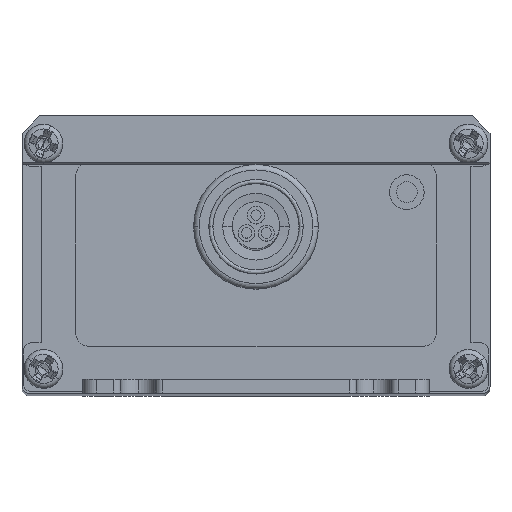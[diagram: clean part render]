
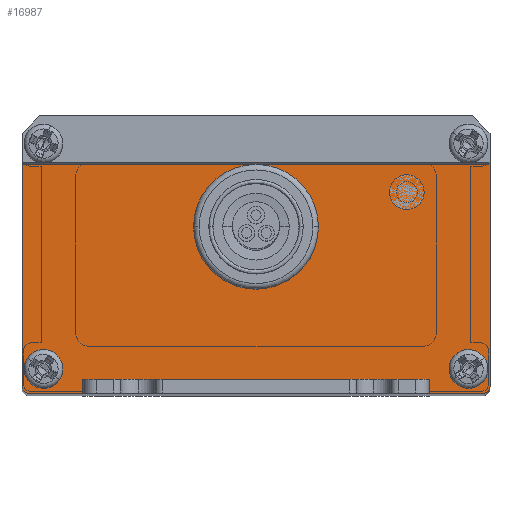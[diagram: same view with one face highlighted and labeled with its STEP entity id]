
A CAD part, top view. The second image highlights one B-rep face of the part: STEP entity #16987.
In plain terms, the highlighted face is planar.
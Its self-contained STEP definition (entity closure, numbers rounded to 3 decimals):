
#9190 = EDGE_CURVE ( 'NONE', #18450, #18469, #27696, .T. ) ;
#9251 = EDGE_CURVE ( 'NONE', #26653, #26763, #14648, .T. ) ;
#9317 = EDGE_CURVE ( 'NONE', #26735, #26672, #14729, .T. ) ;
#9339 = EDGE_CURVE ( 'NONE', #26672, #26735, #14767, .T. ) ;
#9340 = EDGE_CURVE ( 'NONE', #26763, #26653, #14769, .T. ) ;
#9342 = EDGE_CURVE ( 'NONE', #18716, #26630, #14771, .T. ) ;
#9343 = EDGE_CURVE ( 'NONE', #18469, #18450, #14763, .T. ) ;
#9344 = EDGE_CURVE ( 'NONE', #26669, #26615, #14775, .T. ) ;
#9345 = EDGE_CURVE ( 'NONE', #26669, #26685, #14776, .T. ) ;
#9346 = EDGE_CURVE ( 'NONE', #26621, #18673, #14778, .T. ) ;
#9349 = EDGE_CURVE ( 'NONE', #26685, #18543, #14783, .T. ) ;
#9350 = EDGE_CURVE ( 'NONE', #18716, #18740, #14784, .T. ) ;
#9351 = EDGE_CURVE ( 'NONE', #26621, #26630, #14773, .T. ) ;
#9352 = EDGE_CURVE ( 'NONE', #18740, #18494, #14788, .T. ) ;
#9362 = EDGE_CURVE ( 'NONE', #18494, #26615, #14804, .T. ) ;
#9378 = EDGE_CURVE ( 'NONE', #18543, #18673, #14832, .T. ) ;
#9618 = AXIS2_PLACEMENT_3D ( 'NONE', #31479, #31510, #31477 ) ;
#9641 = AXIS2_PLACEMENT_3D ( 'NONE', #31605, #31603, #31600 ) ;
#14648 = CIRCLE ( 'NONE', #9641, 1.55 ) ;
#14729 = CIRCLE ( 'NONE', #37244, 5.1 ) ;
#14763 = CIRCLE ( 'NONE', #37251, 1.55 ) ;
#14767 = CIRCLE ( 'NONE', #37249, 5.1 ) ;
#14769 = CIRCLE ( 'NONE', #37250, 1.55 ) ;
#14771 = LINE ( 'NONE', #30772, #14774 ) ;
#14773 = CIRCLE ( 'NONE', #37254, 1. ) ;
#14774 = VECTOR ( 'NONE', #24981, 1000. ) ;
#14775 = LINE ( 'NONE', #24982, #14777 ) ;
#14776 = CIRCLE ( 'NONE', #37252, 1. ) ;
#14777 = VECTOR ( 'NONE', #24957, 1000. ) ;
#14778 = LINE ( 'NONE', #24975, #14780 ) ;
#14780 = VECTOR ( 'NONE', #24479, 1000. ) ;
#14783 = LINE ( 'NONE', #24950, #14785 ) ;
#14784 = LINE ( 'NONE', #24927, #14787 ) ;
#14785 = VECTOR ( 'NONE', #24941, 1000. ) ;
#14787 = VECTOR ( 'NONE', #24921, 1000. ) ;
#14788 = LINE ( 'NONE', #24926, #14790 ) ;
#14790 = VECTOR ( 'NONE', #24933, 1000. ) ;
#14804 = LINE ( 'NONE', #24874, #14809 ) ;
#14809 = VECTOR ( 'NONE', #24855, 1000. ) ;
#14832 = LINE ( 'NONE', #24676, #14835 ) ;
#14835 = VECTOR ( 'NONE', #24673, 1000. ) ;
#15240 = FACE_BOUND ( 'NONE', #34067, .T. ) ;
#15249 = FACE_OUTER_BOUND ( 'NONE', #33834, .T. ) ;
#15252 = FACE_BOUND ( 'NONE', #34152, .T. ) ;
#15253 = FACE_BOUND ( 'NONE', #33882, .T. ) ;
#16987 = ADVANCED_FACE ( 'NONE', ( #15249, #15253, #15240, #15252 ), #26561, .F. ) ;
#18450 = VERTEX_POINT ( 'NONE', #19541 ) ;
#18469 = VERTEX_POINT ( 'NONE', #19504 ) ;
#18494 = VERTEX_POINT ( 'NONE', #19465 ) ;
#18543 = VERTEX_POINT ( 'NONE', #19386 ) ;
#18673 = VERTEX_POINT ( 'NONE', #19186 ) ;
#18716 = VERTEX_POINT ( 'NONE', #19118 ) ;
#18740 = VERTEX_POINT ( 'NONE', #19079 ) ;
#19079 = CARTESIAN_POINT ( 'NONE',  ( 1.6, 2., 8.75 ) ) ;
#19118 = CARTESIAN_POINT ( 'NONE',  ( 1.6, 0., 8.75 ) ) ;
#19186 = CARTESIAN_POINT ( 'NONE',  ( 1.6, 33., 0. ) ) ;
#19386 = CARTESIAN_POINT ( 'NONE',  ( 1.6, 33., 67.5 ) ) ;
#19465 = CARTESIAN_POINT ( 'NONE',  ( 1.6, 2., 58.75 ) ) ;
#19504 = CARTESIAN_POINT ( 'NONE',  ( 1.6, 1.95, 64.4 ) ) ;
#19541 = CARTESIAN_POINT ( 'NONE',  ( 1.6, 5.05, 64.4 ) ) ;
#20966 = ORIENTED_EDGE ( 'NONE', *, *, #9339, .T. ) ;
#20968 = ORIENTED_EDGE ( 'NONE', *, *, #9317, .T. ) ;
#20970 = ORIENTED_EDGE ( 'NONE', *, *, #9340, .T. ) ;
#20972 = ORIENTED_EDGE ( 'NONE', *, *, #9251, .T. ) ;
#20974 = ORIENTED_EDGE ( 'NONE', *, *, #9343, .T. ) ;
#20976 = ORIENTED_EDGE ( 'NONE', *, *, #9190, .T. ) ;
#20977 = ORIENTED_EDGE ( 'NONE', *, *, #9342, .T. ) ;
#20979 = ORIENTED_EDGE ( 'NONE', *, *, #9350, .F. ) ;
#20981 = ORIENTED_EDGE ( 'NONE', *, *, #9352, .F. ) ;
#20983 = ORIENTED_EDGE ( 'NONE', *, *, #9362, .F. ) ;
#20985 = ORIENTED_EDGE ( 'NONE', *, *, #9344, .T. ) ;
#20987 = ORIENTED_EDGE ( 'NONE', *, *, #9345, .F. ) ;
#20989 = ORIENTED_EDGE ( 'NONE', *, *, #9349, .F. ) ;
#20991 = ORIENTED_EDGE ( 'NONE', *, *, #9378, .F. ) ;
#20992 = ORIENTED_EDGE ( 'NONE', *, *, #9346, .T. ) ;
#20994 = ORIENTED_EDGE ( 'NONE', *, *, #9351, .F. ) ;
#24479 = DIRECTION ( 'NONE',  ( 0., 1., 0. ) ) ;
#24673 = DIRECTION ( 'NONE',  ( 0., 0., -1. ) ) ;
#24676 = CARTESIAN_POINT ( 'NONE',  ( 1.6, 33., 67.5 ) ) ;
#24855 = DIRECTION ( 'NONE',  ( 0., -1., 0. ) ) ;
#24874 = CARTESIAN_POINT ( 'NONE',  ( 1.6, 2., 58.75 ) ) ;
#24909 = CARTESIAN_POINT ( 'NONE',  ( 1.6, 1., 1. ) ) ;
#24913 = DIRECTION ( 'NONE',  ( 0., 0., -1. ) ) ;
#24916 = DIRECTION ( 'NONE',  ( -1., 0., 0. ) ) ;
#24921 = DIRECTION ( 'NONE',  ( 0., 1., 0. ) ) ;
#24926 = CARTESIAN_POINT ( 'NONE',  ( 1.6, 2., 67.5 ) ) ;
#24927 = CARTESIAN_POINT ( 'NONE',  ( 1.6, 2., 8.75 ) ) ;
#24933 = DIRECTION ( 'NONE',  ( 0., 0., 1. ) ) ;
#24941 = DIRECTION ( 'NONE',  ( 0., 1., 0. ) ) ;
#24946 = DIRECTION ( 'NONE',  ( -1., 0., 0. ) ) ;
#24948 = CARTESIAN_POINT ( 'NONE',  ( 1.6, 1., 66.5 ) ) ;
#24950 = CARTESIAN_POINT ( 'NONE',  ( 1.6, 0., 67.5 ) ) ;
#24957 = DIRECTION ( 'NONE',  ( 0., 0., -1. ) ) ;
#24958 = DIRECTION ( 'NONE',  ( 0., 0., 1. ) ) ;
#24965 = DIRECTION ( 'NONE',  ( -1., 0., 0. ) ) ;
#24971 = CARTESIAN_POINT ( 'NONE',  ( 1.6, 3.5, 64.4 ) ) ;
#24974 = DIRECTION ( 'NONE',  ( 0., 1., 0. ) ) ;
#24975 = CARTESIAN_POINT ( 'NONE',  ( 1.6, 0., 0. ) ) ;
#24981 = DIRECTION ( 'NONE',  ( 0., 0., -1. ) ) ;
#24982 = CARTESIAN_POINT ( 'NONE',  ( 1.6, 0., 67.5 ) ) ;
#26560 = DIRECTION ( 'NONE',  ( 0., -1., 0. ) ) ;
#26561 = PLANE ( 'NONE',  #37541 ) ;
#26562 = CARTESIAN_POINT ( 'NONE',  ( 1.6, 2., 67.5 ) ) ;
#26565 = DIRECTION ( 'NONE',  ( -1., 0., 0. ) ) ;
#26615 = VERTEX_POINT ( 'NONE', #36278 ) ;
#26621 = VERTEX_POINT ( 'NONE', #36284 ) ;
#26630 = VERTEX_POINT ( 'NONE', #36293 ) ;
#26653 = VERTEX_POINT ( 'NONE', #36316 ) ;
#26669 = VERTEX_POINT ( 'NONE', #36332 ) ;
#26672 = VERTEX_POINT ( 'NONE', #36335 ) ;
#26685 = VERTEX_POINT ( 'NONE', #36348 ) ;
#26735 = VERTEX_POINT ( 'NONE', #36398 ) ;
#26763 = VERTEX_POINT ( 'NONE', #36426 ) ;
#27696 = CIRCLE ( 'NONE', #9618, 1.55 ) ;
#30772 = CARTESIAN_POINT ( 'NONE',  ( 1.6, 0., 67.5 ) ) ;
#30775 = DIRECTION ( 'NONE',  ( 0., 1., 0. ) ) ;
#30777 = DIRECTION ( 'NONE',  ( -1., 0., 0. ) ) ;
#30781 = CARTESIAN_POINT ( 'NONE',  ( 1.6, 3.5, 3.1 ) ) ;
#30786 = DIRECTION ( 'NONE',  ( 0., 1., 0. ) ) ;
#30788 = DIRECTION ( 'NONE',  ( -1., 0., 0. ) ) ;
#30790 = CARTESIAN_POINT ( 'NONE',  ( 1.6, 24., 33.75 ) ) ;
#30952 = DIRECTION ( 'NONE',  ( 0., 1., 0. ) ) ;
#30954 = DIRECTION ( 'NONE',  ( -1., 0., 0. ) ) ;
#30957 = CARTESIAN_POINT ( 'NONE',  ( 1.6, 24., 33.75 ) ) ;
#31477 = DIRECTION ( 'NONE',  ( 0., 1., 0. ) ) ;
#31479 = CARTESIAN_POINT ( 'NONE',  ( 1.6, 3.5, 64.4 ) ) ;
#31510 = DIRECTION ( 'NONE',  ( -1., 0., 0. ) ) ;
#31600 = DIRECTION ( 'NONE',  ( 0., 1., 0. ) ) ;
#31603 = DIRECTION ( 'NONE',  ( -1., 0., 0. ) ) ;
#31605 = CARTESIAN_POINT ( 'NONE',  ( 1.6, 3.5, 3.1 ) ) ;
#33834 = EDGE_LOOP ( 'NONE', ( #20994, #20992, #20991, #20989, #20987, #20985, #20983, #20981, #20979, #20977 ) ) ;
#33882 = EDGE_LOOP ( 'NONE', ( #20976, #20974 ) ) ;
#34067 = EDGE_LOOP ( 'NONE', ( #20972, #20970 ) ) ;
#34152 = EDGE_LOOP ( 'NONE', ( #20968, #20966 ) ) ;
#36278 = CARTESIAN_POINT ( 'NONE',  ( 1.6, 0., 58.75 ) ) ;
#36284 = CARTESIAN_POINT ( 'NONE',  ( 1.6, 1., 0. ) ) ;
#36293 = CARTESIAN_POINT ( 'NONE',  ( 1.6, 0., 1. ) ) ;
#36316 = CARTESIAN_POINT ( 'NONE',  ( 1.6, 5.05, 3.1 ) ) ;
#36332 = CARTESIAN_POINT ( 'NONE',  ( 1.6, 0., 66.5 ) ) ;
#36335 = CARTESIAN_POINT ( 'NONE',  ( 1.6, 18.9, 33.75 ) ) ;
#36348 = CARTESIAN_POINT ( 'NONE',  ( 1.6, 1., 67.5 ) ) ;
#36398 = CARTESIAN_POINT ( 'NONE',  ( 1.6, 29.1, 33.75 ) ) ;
#36426 = CARTESIAN_POINT ( 'NONE',  ( 1.6, 1.95, 3.1 ) ) ;
#37244 = AXIS2_PLACEMENT_3D ( 'NONE', #30957, #30954, #30952 ) ;
#37249 = AXIS2_PLACEMENT_3D ( 'NONE', #30790, #30788, #30786 ) ;
#37250 = AXIS2_PLACEMENT_3D ( 'NONE', #30781, #30777, #30775 ) ;
#37251 = AXIS2_PLACEMENT_3D ( 'NONE', #24971, #24965, #24974 ) ;
#37252 = AXIS2_PLACEMENT_3D ( 'NONE', #24948, #24946, #24958 ) ;
#37254 = AXIS2_PLACEMENT_3D ( 'NONE', #24909, #24916, #24913 ) ;
#37541 = AXIS2_PLACEMENT_3D ( 'NONE', #26562, #26565, #26560 ) ;
